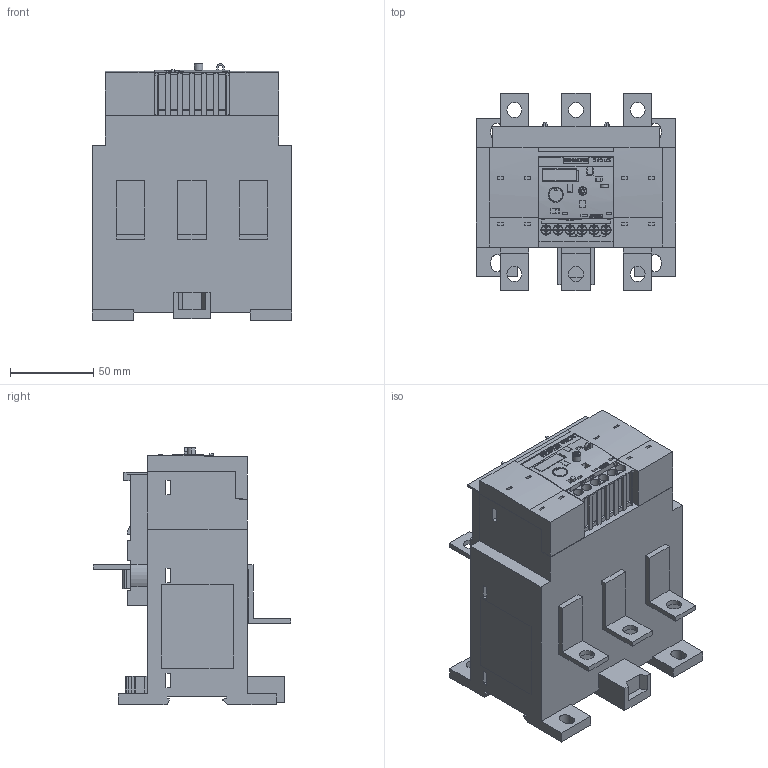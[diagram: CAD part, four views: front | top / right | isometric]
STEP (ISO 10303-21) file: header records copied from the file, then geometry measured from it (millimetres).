
FILE_DESCRIPTION(('STEP AP214'),'1');
FILE_NAME('cctmp_CA803602-3BE2-40F5-9FD2-B89BF2D4514B_2023_07_18_13_16_17_0465..stp','2023-07-18T11:16:19',('SIEMENS A&D'),('CADClick - www.CADClick.com'),'Spatial InterOp 3D postprocessed',' ','unknown authorization');
FILE_SCHEMA(('AUTOMOTIVE_DESIGN'));
Length unit declared in the file: millimetre
Products named in the file (1): 2023_07_18_13_16_17_0418
Bounding box: 120 x 118.5 x 154.63 mm (x, y, z)
Volume: 987383.4 mm3; surface area: 139723.9 mm2
Topology: 1 solids, 1 shells, 1401 faces, 4027 edges, 2675 vertices
Faces by surface type: plane 1188, cylinder 163, cone 36, torus 14
Entity records: 77032 total; most frequent: CARTESIAN_POINT 8592, STYLED_ITEM 8096, PRESENTATION_STYLE_ASSIGNMENT 8096, ORIENTED_EDGE 8038, DIRECTION 7402, EDGE_CURVE 4019, CURVE_STYLE 4019, DRAUGHTING_PRE_DEFINED_CURVE_FONT 4019
